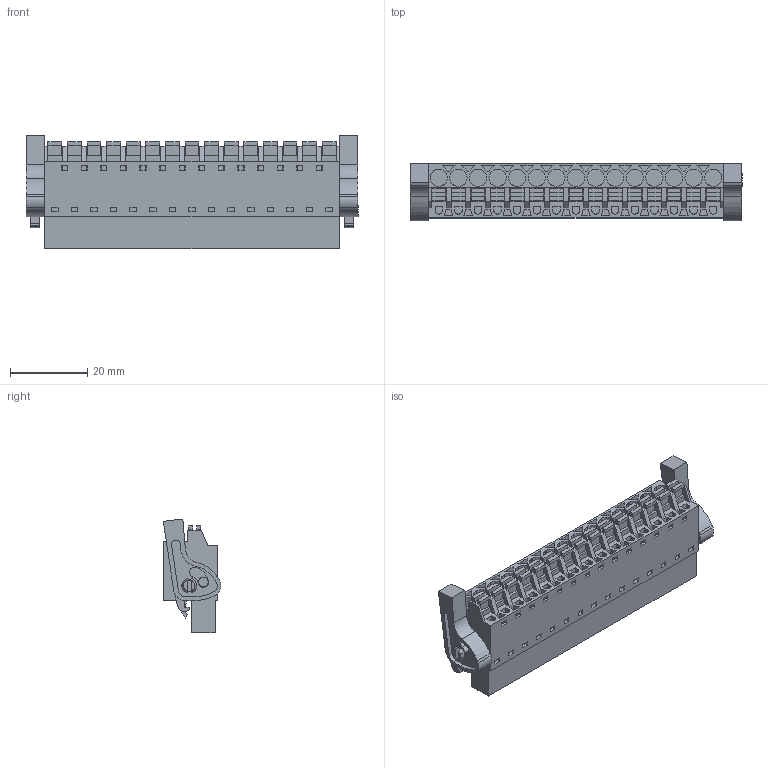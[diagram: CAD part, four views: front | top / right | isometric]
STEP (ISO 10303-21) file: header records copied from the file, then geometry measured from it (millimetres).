
FILE_DESCRIPTION(('CATIA V5 STEP Exchange','CAx-IF Rec.Pracs.--- Model Styling and Organization---1.2---2011-12-15'),'2;1');
FILE_NAME ('D1446608_0_1014260000_1014260000.stp','2017-04-28T13:06:34+00:00',('none'),('Weidmueller'),'CATIA Version 5-6 Release 2014','CATIA V5 STEP AP214','none');
FILE_SCHEMA(('AUTOMOTIVE_DESIGN { 1 0 10303 214 1 1 1 1 }'));
Length unit declared in the file: millimetre
Products named in the file (1): 1014260000
Bounding box: 86.02 x 14.96 x 29.52 mm (x, y, z)
Volume: 19233.1 mm3; surface area: 13702.7 mm2
Topology: 18 solids, 18 shells, 1179 faces, 3374 edges, 2346 vertices
Faces by surface type: plane 1000, cylinder 170, cone 8, extrusion 1
Entity records: 37968 total; most frequent: CARTESIAN_POINT 7324, ORIENTED_EDGE 6748, DIRECTION 4816, EDGE_CURVE 3374, VECTOR 2997, LINE 2996, VERTEX_POINT 2346, EDGE_LOOP 1358
